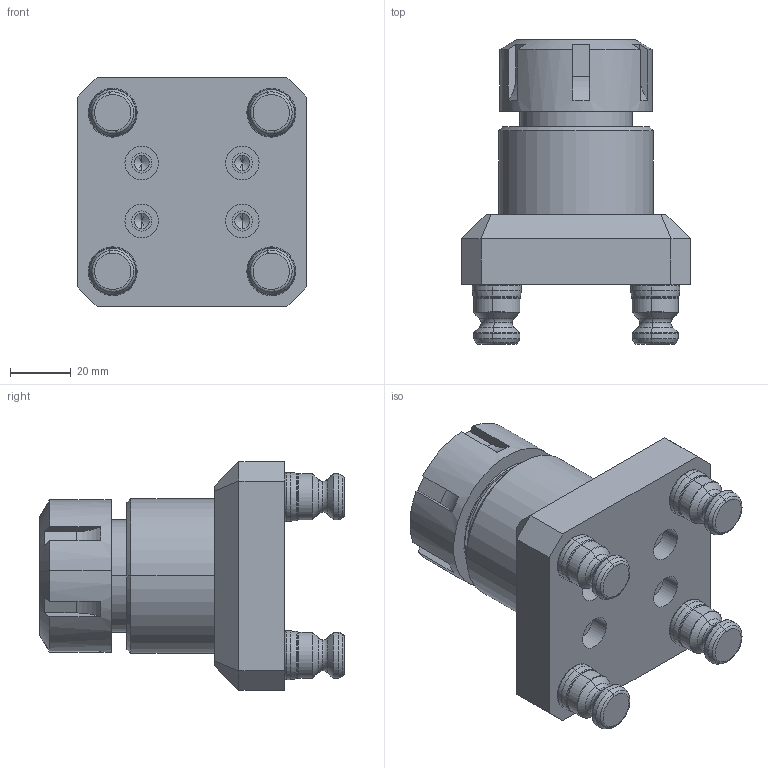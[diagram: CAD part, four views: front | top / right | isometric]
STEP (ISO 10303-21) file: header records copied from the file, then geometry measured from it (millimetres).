
FILE_DESCRIPTION (( 'STEP AP214' ), '1' );
FILE_NAME ('D_R52-CERX-32.STEP', '2020-06-08T15:58:58', ( '' ), ( '' ), 'SwSTEP 2.0', 'SolidWorks 2018', '' );
FILE_SCHEMA (( 'AUTOMOTIVE_DESIGN' ));
Length unit declared in the file: millimetre
Products named in the file (7): D_R52-CER4032; D_R52-CERX-32; D_CERX32-3; D_PS16F_HARD TURN; D_CERX32-1; D_CERX32-2; D_CERX-32
Assembly tree (9 placements, depth 3):
  D_R52-CERX-32
    D_R52-CER4032
    D_CERX-32
      D_CERX32-1
      D_CERX32-2
      D_CERX32-3
    D_PS16F_HARD TURN  x4
Bounding box: 75.01 x 99.89 x 75.01 mm (x, y, z)
Volume: 205316.1 mm3; surface area: 63997 mm2
Topology: 8 solids, 8 shells, 473 faces, 1142 edges, 694 vertices
Faces by surface type: cylinder 148, plane 148, torus 88, cone 87, bspline 2
Entity records: 12429 total; most frequent: CARTESIAN_POINT 3482, DIRECTION 1813, ORIENTED_EDGE 1748, EDGE_CURVE 874, AXIS2_PLACEMENT_3D 719, VERTEX_POINT 562, EDGE_LOOP 380, LINE 375
